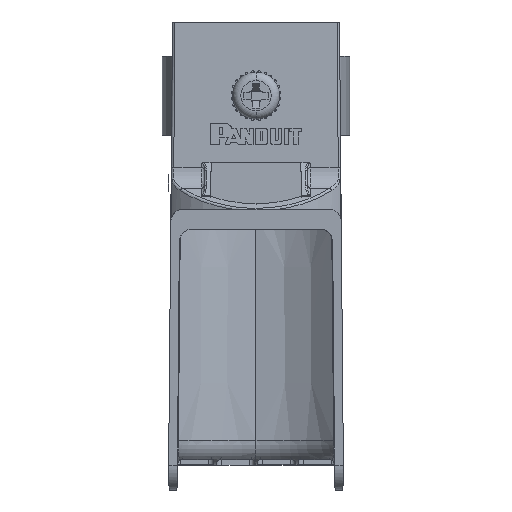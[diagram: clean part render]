
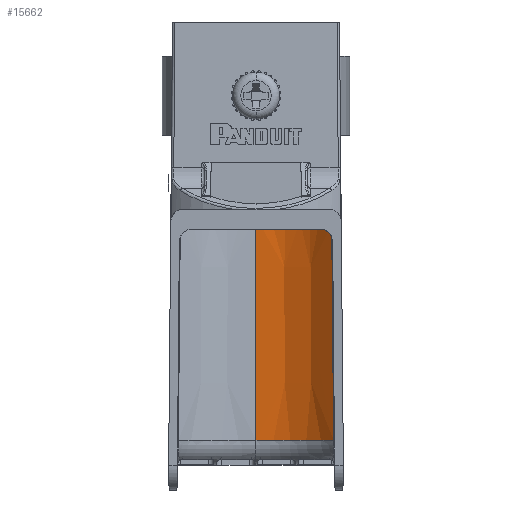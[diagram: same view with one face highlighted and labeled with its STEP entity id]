
A CAD part, left-side view. The second image highlights one B-rep face of the part: STEP entity #15662.
In plain terms, the highlighted conical face has half-angle 0.5 degrees and reference radius 26.543 mm.
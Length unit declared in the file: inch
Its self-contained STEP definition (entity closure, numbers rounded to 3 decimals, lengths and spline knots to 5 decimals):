
#504 = EDGE_CURVE ( 'NONE', #1771, #2737, #33259, .T. ) ;
#1005 = ORIENTED_EDGE ( 'NONE', *, *, #10698, .F. ) ;
#1183 = CARTESIAN_POINT ( 'NONE',  ( -2.84745, -1.26062, -2.70328 ) ) ;
#1379 = AXIS2_PLACEMENT_3D ( 'NONE', #6176, #24276, #8743 ) ;
#1502 = VERTEX_POINT ( 'NONE', #29116 ) ;
#1727 = ORIENTED_EDGE ( 'NONE', *, *, #16344, .T. ) ;
#1771 = VERTEX_POINT ( 'NONE', #31170 ) ;
#1955 = CARTESIAN_POINT ( 'NONE',  ( -2.61403, -0.94214, -2.32217 ) ) ;
#2524 = CARTESIAN_POINT ( 'NONE',  ( -2.61459, -0.94234, -2.27472 ) ) ;
#2693 = EDGE_CURVE ( 'NONE', #1771, #31503, #12820, .T. ) ;
#2728 = DIRECTION ( 'NONE',  ( 0., 0., 1. ) ) ;
#2731 = B_SPLINE_CURVE_WITH_KNOTS ( 'NONE', 3,
 ( #29911, #17045, #32549, #19625, #4149, #22225, #6731, #24834, #9305, #27395, #11897, #30026 ),
 .UNSPECIFIED., .F., .F.,
 ( 4, 2, 2, 2, 2, 4 ),
 ( 0., 0.001, 0.00149, 0.00174, 0.00187, 0.00199 ),
 .UNSPECIFIED. ) ;
#2737 = VERTEX_POINT ( 'NONE', #3783 ) ;
#2811 = CARTESIAN_POINT ( 'NONE',  ( -2.84087, -1.25097, -2.3965 ) ) ;
#3323 = FACE_OUTER_BOUND ( 'NONE', #31575, .T. ) ;
#3671 = CARTESIAN_POINT ( 'NONE',  ( -2.8413, -1.27717, -4.58429 ) ) ;
#3783 = CARTESIAN_POINT ( 'NONE',  ( -2.49382, -0.5, -4.58429 ) ) ;
#4149 = CARTESIAN_POINT ( 'NONE',  ( -2.61281, -0.93968, -2.3269 ) ) ;
#4317 = VERTEX_POINT ( 'NONE', #28497 ) ;
#4542 = CARTESIAN_POINT ( 'NONE',  ( -2.61353, -0.94196, -2.36514 ) ) ;
#4727 = DIRECTION ( 'NONE',  ( 0., 0., 1. ) ) ;
#4812 = EDGE_CURVE ( 'NONE', #1502, #2737, #23307, .T. ) ;
#5149 = EDGE_CURVE ( 'NONE', #9740, #13220, #2731, .T. ) ;
#5219 = ORIENTED_EDGE ( 'NONE', *, *, #2693, .T. ) ;
#5399 = CARTESIAN_POINT ( 'NONE',  ( -2.82917, -1.23985, -2.38643 ) ) ;
#6176 = CARTESIAN_POINT ( 'NONE',  ( -3.53666, -0.5, -2.38058 ) ) ;
#6277 = CARTESIAN_POINT ( 'NONE',  ( -2.84144, -1.2768, -4.54262 ) ) ;
#6731 = CARTESIAN_POINT ( 'NONE',  ( -2.61145, -0.93707, -2.33979 ) ) ;
#7129 = CARTESIAN_POINT ( 'NONE',  ( -2.61341, -0.94192, -2.37544 ) ) ;
#7184 = ORIENTED_EDGE ( 'NONE', *, *, #21935, .T. ) ;
#7242 = AXIS2_PLACEMENT_3D ( 'NONE', #20233, #4727, #22833 ) ;
#7972 = CARTESIAN_POINT ( 'NONE',  ( -2.81614, -1.2271, -2.38131 ) ) ;
#8348 = CARTESIAN_POINT ( 'NONE',  ( -2.84839, -1.25812, -2.419 ) ) ;
#8516 = CIRCLE ( 'NONE', #1379, 1.02361 ) ;
#8621 = EDGE_CURVE ( 'NONE', #13220, #1502, #18191, .T. ) ;
#8693 = VECTOR ( 'NONE', #11111, 39.37008 ) ;
#8743 = DIRECTION ( 'NONE',  ( 1., 0., 0. ) ) ;
#8840 = CARTESIAN_POINT ( 'NONE',  ( -2.84178, -1.27588, -4.43846 ) ) ;
#9250 = CARTESIAN_POINT ( 'NONE',  ( -2.60805, -0.93, -2.3496 ) ) ;
#9305 = CARTESIAN_POINT ( 'NONE',  ( -2.61027, -0.93468, -2.34586 ) ) ;
#9740 = VERTEX_POINT ( 'NONE', #2524 ) ;
#10558 = CARTESIAN_POINT ( 'NONE',  ( -2.80726, -1.21816, -2.38058 ) ) ;
#10698 = EDGE_CURVE ( 'NONE', #9740, #4317, #24112, .T. ) ;
#11111 = DIRECTION ( 'NONE',  ( 0.009, 0., -1. ) ) ;
#11419 = CARTESIAN_POINT ( 'NONE',  ( -2.84232, -1.27442, -4.2718 ) ) ;
#11897 = CARTESIAN_POINT ( 'NONE',  ( -2.60876, -0.93153, -2.3496 ) ) ;
#12820 = B_SPLINE_CURVE_WITH_KNOTS ( 'NONE', 3,
 ( #3671, #29416, #6277, #24370, #8840, #26938, #11419, #29532, #14045, #32189, #16680, #1183, #19268 ),
 .UNSPECIFIED., .F., .F.,
 ( 4, 3, 3, 3, 4 ),
 ( 0., 0.00159, 0.00794, 0.03334, 0.055 ),
 .UNSPECIFIED. ) ;
#13220 = VERTEX_POINT ( 'NONE', #9250 ) ;
#13954 = DIRECTION ( 'NONE',  ( 1., 0., 0. ) ) ;
#14045 = CARTESIAN_POINT ( 'NONE',  ( -2.8445, -1.26855, -3.60516 ) ) ;
#14052 = AXIS2_PLACEMENT_3D ( 'NONE', #18203, #2728, #20795 ) ;
#15559 = AXIS2_PLACEMENT_3D ( 'NONE', #16592, #21779, #13954 ) ;
#15662 = ADVANCED_FACE ( 'NONE', ( #3323 ), #29195, .F. ) ;
#16344 = EDGE_CURVE ( 'NONE', #32524, #4317, #8516, .T. ) ;
#16592 = CARTESIAN_POINT ( 'NONE',  ( -3.53666, -0.5, -4.83211 ) ) ;
#16680 = CARTESIAN_POINT ( 'NONE',  ( -2.84652, -1.26312, -2.98756 ) ) ;
#17045 = CARTESIAN_POINT ( 'NONE',  ( -2.61443, -0.94229, -2.28782 ) ) ;
#17448 = CARTESIAN_POINT ( 'NONE',  ( -2.61428, -0.94223, -2.30069 ) ) ;
#18181 = CARTESIAN_POINT ( 'NONE',  ( -2.84839, -1.25812, -2.419 ) ) ;
#18191 = CIRCLE ( 'NONE', #14052, 1.02334 ) ;
#18203 = CARTESIAN_POINT ( 'NONE',  ( -3.53666, -0.5, -2.3496 ) ) ;
#18285 = CARTESIAN_POINT ( 'NONE',  ( -2.84657, -1.25632, -2.40652 ) ) ;
#18508 = ORIENTED_EDGE ( 'NONE', *, *, #504, .F. ) ;
#18616 = ORIENTED_EDGE ( 'NONE', *, *, #8621, .T. ) ;
#19268 = CARTESIAN_POINT ( 'NONE',  ( -2.84839, -1.25812, -2.419 ) ) ;
#19625 = CARTESIAN_POINT ( 'NONE',  ( -2.61321, -0.94038, -2.32041 ) ) ;
#20031 = CARTESIAN_POINT ( 'NONE',  ( -2.61378, -0.94205, -2.34365 ) ) ;
#20233 = CARTESIAN_POINT ( 'NONE',  ( -3.53666, -0.5, -4.58429 ) ) ;
#20795 = DIRECTION ( 'NONE',  ( 1., 0., 0. ) ) ;
#20883 = CARTESIAN_POINT ( 'NONE',  ( -2.83716, -1.24748, -2.39257 ) ) ;
#21200 = CARTESIAN_POINT ( 'NONE',  ( -2.80726, -1.21816, -2.38058 ) ) ;
#21779 = DIRECTION ( 'NONE',  ( 0., 0., -1. ) ) ;
#21935 = EDGE_CURVE ( 'NONE', #31503, #32524, #32342, .T. ) ;
#22225 = CARTESIAN_POINT ( 'NONE',  ( -2.61183, -0.93782, -2.33655 ) ) ;
#22635 = CARTESIAN_POINT ( 'NONE',  ( -2.61347, -0.94194, -2.37029 ) ) ;
#22833 = DIRECTION ( 'NONE',  ( 1., 0., 0. ) ) ;
#23307 = LINE ( 'NONE', #24051, #8693 ) ;
#23378 = CARTESIAN_POINT ( 'NONE',  ( -2.84841, -1.25806, -2.41259 ) ) ;
#23492 = CARTESIAN_POINT ( 'NONE',  ( -2.82494, -1.23575, -2.38426 ) ) ;
#24051 = CARTESIAN_POINT ( 'NONE',  ( -2.49166, -0.5, -4.83211 ) ) ;
#24112 = B_SPLINE_CURVE_WITH_KNOTS ( 'NONE', 3,
 ( #30304, #27688, #32944, #17448, #1955, #20031, #4542, #22635, #7129, #25228 ),
 .UNSPECIFIED., .F., .F.,
 ( 4, 3, 3, 4 ),
 ( -0.00066, 0., 0.00164, 0.00203 ),
 .UNSPECIFIED. ) ;
#24276 = DIRECTION ( 'NONE',  ( 0., 0., 1. ) ) ;
#24370 = CARTESIAN_POINT ( 'NONE',  ( -2.8415, -1.27662, -4.52179 ) ) ;
#24834 = CARTESIAN_POINT ( 'NONE',  ( -2.61059, -0.93535, -2.34437 ) ) ;
#25228 = CARTESIAN_POINT ( 'NONE',  ( -2.61335, -0.94189, -2.38058 ) ) ;
#26080 = CARTESIAN_POINT ( 'NONE',  ( -2.81171, -1.22268, -2.38058 ) ) ;
#26938 = CARTESIAN_POINT ( 'NONE',  ( -2.84205, -1.27515, -4.35513 ) ) ;
#27165 = ORIENTED_EDGE ( 'NONE', *, *, #5149, .T. ) ;
#27395 = CARTESIAN_POINT ( 'NONE',  ( -2.60937, -0.93283, -2.34847 ) ) ;
#27688 = CARTESIAN_POINT ( 'NONE',  ( -2.61449, -0.94231, -2.28337 ) ) ;
#28497 = CARTESIAN_POINT ( 'NONE',  ( -2.61335, -0.94189, -2.38058 ) ) ;
#29116 = CARTESIAN_POINT ( 'NONE',  ( -2.51332, -0.5, -2.3496 ) ) ;
#29195 = CONICAL_SURFACE ( 'NONE', #15559, 1.045, 0.009 ) ;
#29416 = CARTESIAN_POINT ( 'NONE',  ( -2.84137, -1.27698, -4.56346 ) ) ;
#29532 = CARTESIAN_POINT ( 'NONE',  ( -2.84341, -1.27149, -3.93848 ) ) ;
#29911 = CARTESIAN_POINT ( 'NONE',  ( -2.61459, -0.94234, -2.27472 ) ) ;
#30026 = CARTESIAN_POINT ( 'NONE',  ( -2.60805, -0.93, -2.3496 ) ) ;
#30304 = CARTESIAN_POINT ( 'NONE',  ( -2.61459, -0.94234, -2.27472 ) ) ;
#31170 = CARTESIAN_POINT ( 'NONE',  ( -2.8413, -1.27717, -4.58429 ) ) ;
#31503 = VERTEX_POINT ( 'NONE', #8348 ) ;
#31575 = EDGE_LOOP ( 'NONE', ( #18616, #31696, #18508, #5219, #7184, #1727, #1005, #27165 ) ) ;
#31696 = ORIENTED_EDGE ( 'NONE', *, *, #4812, .T. ) ;
#32189 = CARTESIAN_POINT ( 'NONE',  ( -2.84559, -1.26562, -3.27185 ) ) ;
#32342 = B_SPLINE_CURVE_WITH_KNOTS ( 'NONE', 3,
 ( #18181, #23378, #18285, #2811, #20883, #5399, #23492, #7972, #26080, #10558 ),
 .UNSPECIFIED., .F., .F.,
 ( 4, 2, 2, 2, 4 ),
 ( 0., 0.00048, 0.00096, 0.00144, 0.00192 ),
 .UNSPECIFIED. ) ;
#32524 = VERTEX_POINT ( 'NONE', #21200 ) ;
#32549 = CARTESIAN_POINT ( 'NONE',  ( -2.61416, -0.94197, -2.3009 ) ) ;
#32944 = CARTESIAN_POINT ( 'NONE',  ( -2.61439, -0.94227, -2.29203 ) ) ;
#33259 = CIRCLE ( 'NONE', #7242, 1.04284 ) ;
